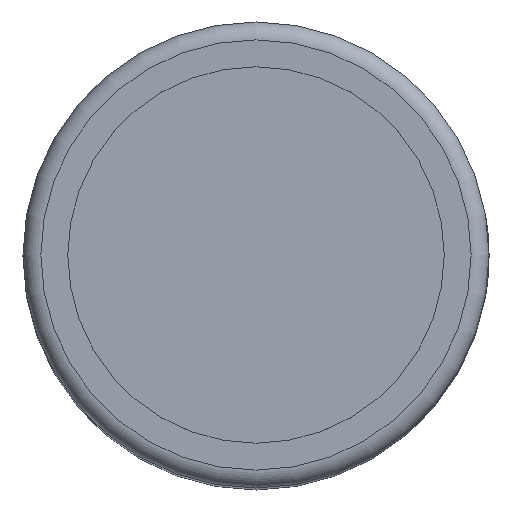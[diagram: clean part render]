
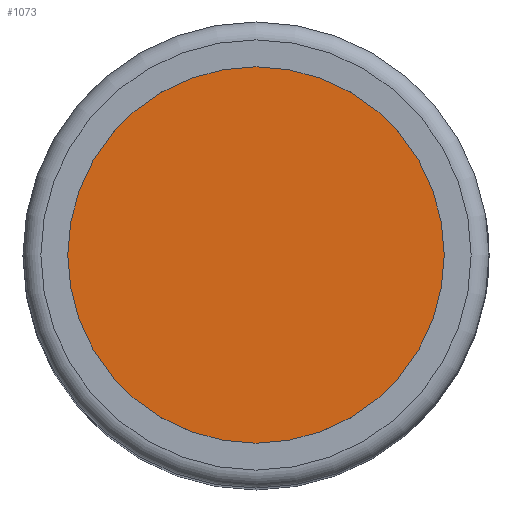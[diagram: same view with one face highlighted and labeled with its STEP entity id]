
A CAD part, top view. The second image highlights one B-rep face of the part: STEP entity #1073.
In plain terms, the highlighted planar face has unit normal (0, 0, 1).
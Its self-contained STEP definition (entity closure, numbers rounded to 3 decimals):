
#220=PLANE($,#1210);
#306=FACE_OUTER_BOUND($,#402,.T.);
#402=EDGE_LOOP($,(#882));
#470=CIRCLE($,#1208,5.25);
#548=VERTEX_POINT($,#1795);
#666=EDGE_CURVE($,#548,#548,#470,.T.);
#882=ORIENTED_EDGE($,*,*,#666,.F.);
#1073=ADVANCED_FACE($,(#306),#220,.T.);
#1208=AXIS2_PLACEMENT_3D($,#1796,#1468,#1469);
#1210=AXIS2_PLACEMENT_3D($,#1799,#1472,#1473);
#1468=DIRECTION('center_axis',(0.,0.,-1.));
#1469=DIRECTION('ref_axis',(1.,0.,0.));
#1472=DIRECTION('center_axis',(0.,0.,1.));
#1473=DIRECTION('ref_axis',(1.,0.,0.));
#1795=CARTESIAN_POINT('',(5.25,0.,31.9));
#1796=CARTESIAN_POINT('Origin',(0.,0.,31.9));
#1799=CARTESIAN_POINT('Origin',(0.,0.,31.9));
